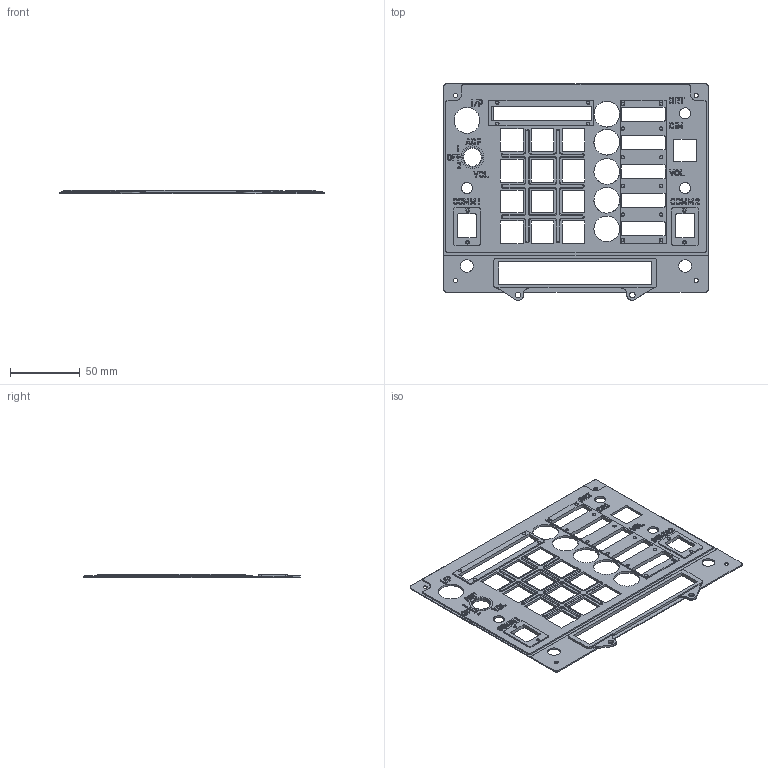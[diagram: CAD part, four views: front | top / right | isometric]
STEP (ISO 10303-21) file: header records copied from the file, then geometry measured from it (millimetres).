
FILE_DESCRIPTION(/* description */ (''),/* implementation_level */ '2;1');
FILE_NAME(/* name */ 'Hornet UFC 020 Test 3 v14.step',/* time_stamp */ '2019-03-25T08:31:03+00:00',/* author */ ('Neil.g.a.larmour'),/* organization */ (''),/* preprocessor_version */ 'ST-DEVELOPER v17.2',/* originating_system */ 'Autodesk Translation Framework v7.6.0.251',/* authorisation */ '');
FILE_SCHEMA (('AUTOMOTIVE_DESIGN { 1 0 10303 214 3 1 1 }'));
Length unit declared in the file: millimetre
Products named in the file (1): Hornet UFC 020 Test 3
Bounding box: 189 x 154.74 x 2.6 mm (x, y, z)
Volume: 31164.5 mm3; surface area: 46729.7 mm2
Topology: 35 solids, 35 shells, 1106 faces, 2904 edges, 1909 vertices
Faces by surface type: plane 581, bspline 275, cylinder 206, torus 44
Full cylindrical faces by diameter (mm): 2.1 x20, 2.5 x12, 3 x4, 4 x2, 8 x1, 9 x2, 12.7 x1, 14 x1, 16.2 x1, 18.4 x3
Entity records: 37459 total; most frequent: CARTESIAN_POINT 11375, ORIENTED_EDGE 5808, DIRECTION 4503, EDGE_CURVE 2904, VERTEX_POINT 1909, LINE 1887, VECTOR 1887, AXIS2_PLACEMENT_3D 1308
